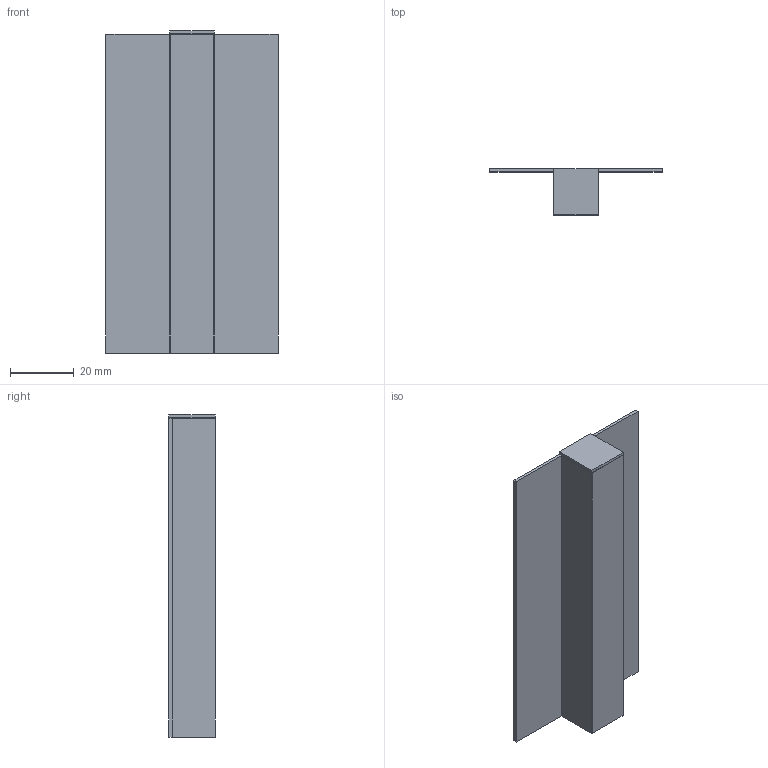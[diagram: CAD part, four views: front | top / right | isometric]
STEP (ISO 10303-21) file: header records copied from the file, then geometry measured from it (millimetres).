
FILE_DESCRIPTION(/* description */ (''),/* implementation_level */ '2;1');
FILE_NAME(/* name */ 'Proj_6533_Anwenderdaten_20230207.stp',/* time_stamp */ '2023-02-07T15:25:38+01:00',/* author */ ('sstotter'),/* organization */ (''),/* preprocessor_version */ 'ST-DEVELOPER v18.1',/* originating_system */ 'Autodesk Inventor 2021',/* authorisation */ '');
FILE_SCHEMA (('AUTOMOTIVE_DESIGN { 1 0 10303 214 3 1 1 }'));
Length unit declared in the file: millimetre
Products named in the file (1): Proj_6533_Anwenderdaten_20230207
Bounding box: 54 x 14.5 x 101 mm (x, y, z)
Volume: 12351.4 mm3; surface area: 20865.4 mm2
Topology: 3 solids, 3 shells, 46 faces, 114 edges, 76 vertices
Faces by surface type: plane 46
Entity records: 1378 total; most frequent: CARTESIAN_POINT 237, ORIENTED_EDGE 228, DIRECTION 208, LINE 114, VECTOR 114, EDGE_CURVE 114, VERTEX_POINT 76, EDGE_LOOP 48
